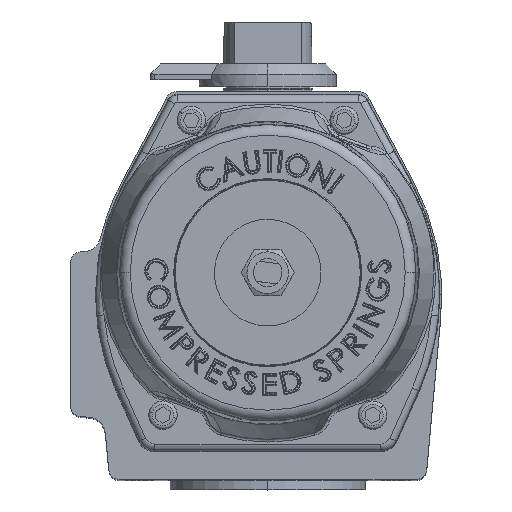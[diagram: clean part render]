
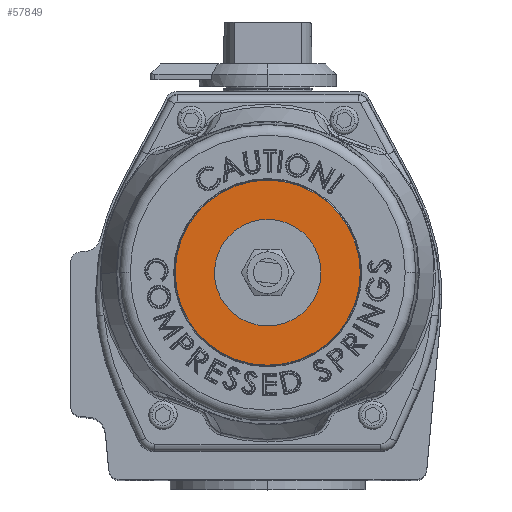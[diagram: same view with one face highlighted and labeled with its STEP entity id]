
A CAD part, top view. The second image highlights one B-rep face of the part: STEP entity #57849.
In plain terms, the highlighted planar face has unit normal (0, 0, 1).
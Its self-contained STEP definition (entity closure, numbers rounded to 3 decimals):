
#297 = CARTESIAN_POINT ( 'NONE',  ( 0., 0., 235.65 ) ) ;
#2155 = AXIS2_PLACEMENT_3D ( 'NONE', #67243, #23393, #61167 ) ;
#4473 = CIRCLE ( 'NONE', #2155, 26.055 ) ;
#7083 = CARTESIAN_POINT ( 'NONE',  ( -4.758, 14.225, 235.65 ) ) ;
#9293 = CARTESIAN_POINT ( 'NONE',  ( 4.758, -14.225, 235.65 ) ) ;
#15684 = ORIENTED_EDGE ( 'NONE', *, *, #20843, .F. ) ;
#16036 = AXIS2_PLACEMENT_3D ( 'NONE', #53592, #16979, #27311 ) ;
#16247 = EDGE_CURVE ( 'Defeatured_0_51+Defeatured_0_952+Defeatured_0_952+Defeatured_0_952', #31483, #45544, #41556, .T. ) ;
#16979 = DIRECTION ( 'NONE',  ( 0., 0., 1. ) ) ;
#20255 = EDGE_CURVE ( 'Defeatured_0_952+Defeatured_0_868+Defeatured_0_868+Defeatured_0_868', #38113, #37519, #4473, .T. ) ;
#20843 = EDGE_CURVE ( 'Defeatured_0_51+Defeatured_0_952+Defeatured_0_952+Defeatured_0_952', #45544, #31483, #57315, .T. ) ;
#21773 = EDGE_LOOP ( 'NONE', ( #15684, #23696 ) ) ;
#23393 = DIRECTION ( 'NONE',  ( 0., 0., 1. ) ) ;
#23696 = ORIENTED_EDGE ( 'NONE', *, *, #16247, .F. ) ;
#24317 = DIRECTION ( 'NONE',  ( 0.317, -0.948, 0. ) ) ;
#27311 = DIRECTION ( 'NONE',  ( 1., 0., 0. ) ) ;
#28026 = ORIENTED_EDGE ( 'NONE', *, *, #20255, .T. ) ;
#29509 = CARTESIAN_POINT ( 'NONE',  ( 0., 0., 235.65 ) ) ;
#30825 = FACE_BOUND ( 'NONE', #21773, .T. ) ;
#30867 = DIRECTION ( 'NONE',  ( 1., 0., 0. ) ) ;
#31483 = VERTEX_POINT ( 'NONE', #9293 ) ;
#36951 = DIRECTION ( 'NONE',  ( 0.317, -0.948, 0. ) ) ;
#37519 = VERTEX_POINT ( 'NONE', #65095 ) ;
#37558 = FACE_OUTER_BOUND ( 'NONE', #59558, .T. ) ;
#38113 = VERTEX_POINT ( 'NONE', #54444 ) ;
#41556 = CIRCLE ( 'NONE', #50537, 15. ) ;
#43022 = DIRECTION ( 'NONE',  ( 0., 0., 1. ) ) ;
#45544 = VERTEX_POINT ( 'NONE', #7083 ) ;
#47142 = AXIS2_PLACEMENT_3D ( 'NONE', #29509, #67018, #24317 ) ;
#49403 = ORIENTED_EDGE ( 'NONE', *, *, #68881, .T. ) ;
#50537 = AXIS2_PLACEMENT_3D ( 'NONE', #297, #43022, #36951 ) ;
#53592 = CARTESIAN_POINT ( 'NONE',  ( 0., 0., 235.65 ) ) ;
#54444 = CARTESIAN_POINT ( 'NONE',  ( 26.055, 0., 235.65 ) ) ;
#57315 = CIRCLE ( 'NONE', #47142, 15. ) ;
#57584 = PLANE ( 'NONE',  #65116 ) ;
#57735 = CIRCLE ( 'NONE', #16036, 26.055 ) ;
#57849 = ADVANCED_FACE ( 'Defeatured_0_952', ( #30825, #37558 ), #57584, .T. ) ;
#58046 = CARTESIAN_POINT ( 'NONE',  ( 0., 0., 235.65 ) ) ;
#59558 = EDGE_LOOP ( 'NONE', ( #28026, #49403 ) ) ;
#61167 = DIRECTION ( 'NONE',  ( 1., 0., 0. ) ) ;
#62997 = DIRECTION ( 'NONE',  ( 0., 0., 1. ) ) ;
#65095 = CARTESIAN_POINT ( 'NONE',  ( -26.055, 0., 235.65 ) ) ;
#65116 = AXIS2_PLACEMENT_3D ( 'NONE', #58046, #62997, #30867 ) ;
#67018 = DIRECTION ( 'NONE',  ( 0., 0., 1. ) ) ;
#67243 = CARTESIAN_POINT ( 'NONE',  ( 0., 0., 235.65 ) ) ;
#68881 = EDGE_CURVE ( 'Defeatured_0_952+Defeatured_0_868+Defeatured_0_868+Defeatured_0_868', #37519, #38113, #57735, .T. ) ;
